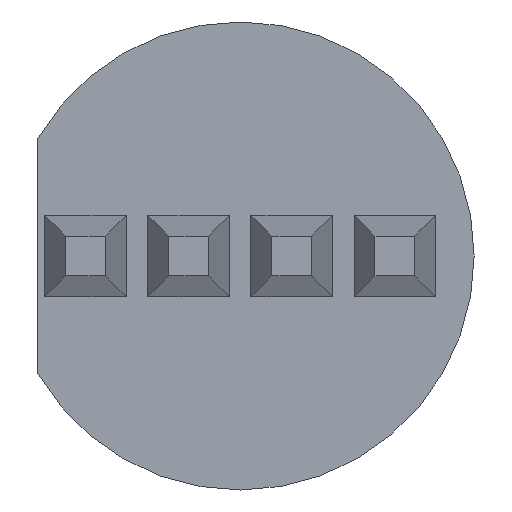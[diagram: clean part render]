
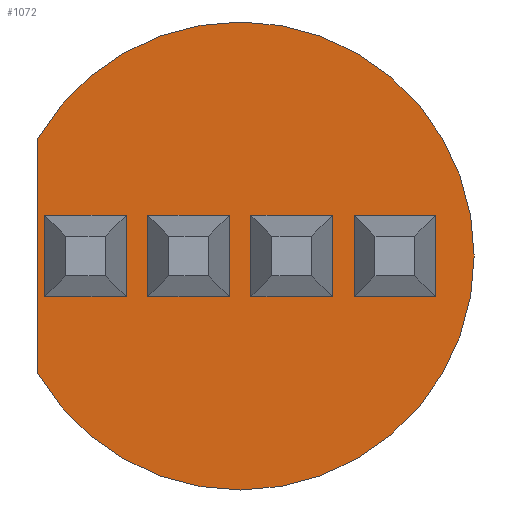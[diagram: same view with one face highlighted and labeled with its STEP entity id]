
A CAD part, front view. The second image highlights one B-rep face of the part: STEP entity #1072.
In plain terms, the highlighted planar face has unit normal (0, -1, 0).
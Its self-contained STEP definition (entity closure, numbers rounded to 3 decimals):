
#1 = CARTESIAN_POINT ( 'NONE',  ( 2.464, 1.5, -0.514 ) ) ;
#4 = VECTOR ( 'NONE', #961, 1000. ) ;
#13 = VERTEX_POINT ( 'NONE', #647 ) ;
#52 = DIRECTION ( 'NONE',  ( -1., 0., 0. ) ) ;
#65 = DIRECTION ( 'NONE',  ( 0., 0., 1. ) ) ;
#77 = ORIENTED_EDGE ( 'NONE', *, *, #718, .T. ) ;
#88 = ORIENTED_EDGE ( 'NONE', *, *, #1453, .T. ) ;
#96 = ORIENTED_EDGE ( 'NONE', *, *, #1000, .T. ) ;
#100 = EDGE_LOOP ( 'NONE', ( #913, #1234, #88, #697 ) ) ;
#123 = DIRECTION ( 'NONE',  ( 0., 0., -1. ) ) ;
#129 = ORIENTED_EDGE ( 'NONE', *, *, #690, .T. ) ;
#148 = DIRECTION ( 'NONE',  ( 1., 0., 0. ) ) ;
#156 = DIRECTION ( 'NONE',  ( 1., 0., 0. ) ) ;
#157 = EDGE_CURVE ( 'NONE', #1201, #1276, #473, .T. ) ;
#167 = VECTOR ( 'NONE', #407, 1000. ) ;
#168 = FACE_BOUND ( 'NONE', #100, .T. ) ;
#186 = ORIENTED_EDGE ( 'NONE', *, *, #525, .T. ) ;
#187 = LINE ( 'NONE', #1003, #566 ) ;
#189 = VERTEX_POINT ( 'NONE', #1414 ) ;
#196 = CARTESIAN_POINT ( 'NONE',  ( 0.9, 1.5, -0.514 ) ) ;
#217 = LINE ( 'NONE', #794, #1450 ) ;
#222 = CARTESIAN_POINT ( 'NONE',  ( 1.164, 1.5, 0.25 ) ) ;
#229 = CARTESIAN_POINT ( 'NONE',  ( -1.436, 1.5, -0.514 ) ) ;
#241 = VERTEX_POINT ( 'NONE', #1 ) ;
#246 = EDGE_CURVE ( 'NONE', #820, #1486, #1385, .T. ) ;
#262 = VERTEX_POINT ( 'NONE', #275 ) ;
#275 = CARTESIAN_POINT ( 'NONE',  ( -0.136, 1.5, -0.514 ) ) ;
#295 = VECTOR ( 'NONE', #123, 1000. ) ;
#347 = CARTESIAN_POINT ( 'NONE',  ( 1.436, 1.5, -0.25 ) ) ;
#352 = EDGE_CURVE ( 'NONE', #1372, #1103, #1431, .T. ) ;
#361 = EDGE_CURVE ( 'NONE', #241, #820, #187, .T. ) ;
#370 = VECTOR ( 'NONE', #52, 1000. ) ;
#372 = LINE ( 'NONE', #222, #295 ) ;
#375 = ORIENTED_EDGE ( 'NONE', *, *, #1461, .T. ) ;
#386 = VERTEX_POINT ( 'NONE', #1138 ) ;
#393 = FACE_OUTER_BOUND ( 'NONE', #702, .T. ) ;
#407 = DIRECTION ( 'NONE',  ( 0., 0., -1. ) ) ;
#408 = ORIENTED_EDGE ( 'NONE', *, *, #587, .T. ) ;
#412 = VERTEX_POINT ( 'NONE', #548 ) ;
#425 = LINE ( 'NONE', #980, #1106 ) ;
#428 = CARTESIAN_POINT ( 'NONE',  ( -2.464, 1.5, 0.514 ) ) ;
#429 = VERTEX_POINT ( 'NONE', #792 ) ;
#432 = DIRECTION ( 'NONE',  ( -1., 0., 0. ) ) ;
#473 = LINE ( 'NONE', #840, #493 ) ;
#482 = CARTESIAN_POINT ( 'NONE',  ( 2.464, 1.5, 0.514 ) ) ;
#488 = CARTESIAN_POINT ( 'NONE',  ( -2.55, 1.5, 1.483 ) ) ;
#493 = VECTOR ( 'NONE', #937, 1000. ) ;
#506 = CARTESIAN_POINT ( 'NONE',  ( -2.464, 1.5, -0.514 ) ) ;
#515 = CARTESIAN_POINT ( 'NONE',  ( 0., 1.5, 0. ) ) ;
#525 = EDGE_CURVE ( 'NONE', #13, #1052, #1273, .T. ) ;
#548 = CARTESIAN_POINT ( 'NONE',  ( -0.136, 1.5, 0.514 ) ) ;
#566 = VECTOR ( 'NONE', #1464, 1000. ) ;
#576 = DIRECTION ( 'NONE',  ( 1., 0., 0. ) ) ;
#579 = CARTESIAN_POINT ( 'NONE',  ( -1.164, 1.5, -0.514 ) ) ;
#582 = ORIENTED_EDGE ( 'NONE', *, *, #1291, .F. ) ;
#587 = EDGE_CURVE ( 'NONE', #1052, #599, #372, .T. ) ;
#588 = DIRECTION ( 'NONE',  ( 0., 1., 0. ) ) ;
#596 = CARTESIAN_POINT ( 'NONE',  ( 0., 1.5, 0. ) ) ;
#599 = VERTEX_POINT ( 'NONE', #1404 ) ;
#647 = CARTESIAN_POINT ( 'NONE',  ( 0.136, 1.5, 0.514 ) ) ;
#658 = DIRECTION ( 'NONE',  ( 0., 0., 1. ) ) ;
#681 = LINE ( 'NONE', #1015, #1076 ) ;
#686 = DIRECTION ( 'NONE',  ( 0., 0., 1. ) ) ;
#690 = EDGE_CURVE ( 'NONE', #189, #412, #1311, .T. ) ;
#697 = ORIENTED_EDGE ( 'NONE', *, *, #747, .T. ) ;
#702 = EDGE_LOOP ( 'NONE', ( #582, #1269 ) ) ;
#718 = EDGE_CURVE ( 'NONE', #1016, #241, #1413, .T. ) ;
#747 = EDGE_CURVE ( 'NONE', #429, #1372, #798, .T. ) ;
#748 = ORIENTED_EDGE ( 'NONE', *, *, #846, .T. ) ;
#749 = FACE_BOUND ( 'NONE', #1458, .T. ) ;
#769 = CARTESIAN_POINT ( 'NONE',  ( -1.436, 1.5, 0.25 ) ) ;
#782 = CIRCLE ( 'NONE', #1278, 2.95 ) ;
#790 = CARTESIAN_POINT ( 'NONE',  ( 1.436, 1.5, -0.514 ) ) ;
#792 = CARTESIAN_POINT ( 'NONE',  ( -1.436, 1.5, 0.514 ) ) ;
#794 = CARTESIAN_POINT ( 'NONE',  ( -1.164, 1.5, -0.25 ) ) ;
#798 = LINE ( 'NONE', #769, #849 ) ;
#811 = CARTESIAN_POINT ( 'NONE',  ( -2.55, 1.5, -1.483 ) ) ;
#820 = VERTEX_POINT ( 'NONE', #790 ) ;
#821 = EDGE_CURVE ( 'NONE', #1103, #838, #1102, .T. ) ;
#835 = VECTOR ( 'NONE', #1266, 1000. ) ;
#838 = VERTEX_POINT ( 'NONE', #428 ) ;
#840 = CARTESIAN_POINT ( 'NONE',  ( -2.55, 1.5, 1.483 ) ) ;
#846 = EDGE_CURVE ( 'NONE', #262, #1212, #1108, .T. ) ;
#849 = VECTOR ( 'NONE', #889, 1000. ) ;
#853 = DIRECTION ( 'NONE',  ( 0., 1., 0. ) ) ;
#865 = ORIENTED_EDGE ( 'NONE', *, *, #1178, .T. ) ;
#871 = EDGE_LOOP ( 'NONE', ( #375, #186, #408, #890 ) ) ;
#880 = AXIS2_PLACEMENT_3D ( 'NONE', #515, #853, #1411 ) ;
#882 = CARTESIAN_POINT ( 'NONE',  ( -2.464, 1.5, -0.25 ) ) ;
#889 = DIRECTION ( 'NONE',  ( 0., 0., -1. ) ) ;
#890 = ORIENTED_EDGE ( 'NONE', *, *, #1243, .T. ) ;
#897 = VECTOR ( 'NONE', #1148, 1000. ) ;
#905 = VECTOR ( 'NONE', #931, 1000. ) ;
#913 = ORIENTED_EDGE ( 'NONE', *, *, #352, .T. ) ;
#918 = LINE ( 'NONE', #196, #1427 ) ;
#922 = VECTOR ( 'NONE', #156, 1000. ) ;
#931 = DIRECTION ( 'NONE',  ( 1., 0., 0. ) ) ;
#937 = DIRECTION ( 'NONE',  ( 0., 0., 1. ) ) ;
#961 = DIRECTION ( 'NONE',  ( 1., 0., 0. ) ) ;
#970 = CARTESIAN_POINT ( 'NONE',  ( 2.464, 1.5, 0.25 ) ) ;
#977 = CARTESIAN_POINT ( 'NONE',  ( -0.9, 1.5, 0.514 ) ) ;
#980 = CARTESIAN_POINT ( 'NONE',  ( 0.136, 1.5, -0.25 ) ) ;
#987 = EDGE_CURVE ( 'NONE', #412, #262, #1046, .T. ) ;
#1000 = EDGE_CURVE ( 'NONE', #1486, #1016, #681, .T. ) ;
#1003 = CARTESIAN_POINT ( 'NONE',  ( 2.2, 1.5, -0.514 ) ) ;
#1015 = CARTESIAN_POINT ( 'NONE',  ( 1.7, 1.5, 0.514 ) ) ;
#1016 = VERTEX_POINT ( 'NONE', #482 ) ;
#1036 = ORIENTED_EDGE ( 'NONE', *, *, #987, .T. ) ;
#1046 = LINE ( 'NONE', #1382, #897 ) ;
#1051 = VECTOR ( 'NONE', #432, 1000. ) ;
#1052 = VERTEX_POINT ( 'NONE', #1491 ) ;
#1072 = ADVANCED_FACE ( 'NONE', ( #1299, #168, #393, #749, #1073 ), #1172, .F. ) ;
#1073 = FACE_BOUND ( 'NONE', #1218, .T. ) ;
#1076 = VECTOR ( 'NONE', #576, 1000. ) ;
#1079 = CARTESIAN_POINT ( 'NONE',  ( -1.7, 1.5, -0.514 ) ) ;
#1080 = LINE ( 'NONE', #1314, #922 ) ;
#1102 = LINE ( 'NONE', #882, #1226 ) ;
#1103 = VERTEX_POINT ( 'NONE', #506 ) ;
#1106 = VECTOR ( 'NONE', #658, 1000. ) ;
#1108 = LINE ( 'NONE', #1335, #1051 ) ;
#1138 = CARTESIAN_POINT ( 'NONE',  ( 0.136, 1.5, -0.514 ) ) ;
#1148 = DIRECTION ( 'NONE',  ( 0., 0., -1. ) ) ;
#1172 = PLANE ( 'NONE',  #880 ) ;
#1178 = EDGE_CURVE ( 'NONE', #1212, #189, #217, .T. ) ;
#1191 = CARTESIAN_POINT ( 'NONE',  ( 1.436, 1.5, 0.514 ) ) ;
#1201 = VERTEX_POINT ( 'NONE', #811 ) ;
#1212 = VERTEX_POINT ( 'NONE', #579 ) ;
#1218 = EDGE_LOOP ( 'NONE', ( #1439, #96, #77, #1403 ) ) ;
#1226 = VECTOR ( 'NONE', #65, 1000. ) ;
#1234 = ORIENTED_EDGE ( 'NONE', *, *, #821, .T. ) ;
#1243 = EDGE_CURVE ( 'NONE', #599, #386, #918, .T. ) ;
#1266 = DIRECTION ( 'NONE',  ( 0., 0., 1. ) ) ;
#1269 = ORIENTED_EDGE ( 'NONE', *, *, #157, .F. ) ;
#1273 = LINE ( 'NONE', #1281, #905 ) ;
#1276 = VERTEX_POINT ( 'NONE', #488 ) ;
#1278 = AXIS2_PLACEMENT_3D ( 'NONE', #596, #588, #148 ) ;
#1281 = CARTESIAN_POINT ( 'NONE',  ( 0.4, 1.5, 0.514 ) ) ;
#1291 = EDGE_CURVE ( 'NONE', #1276, #1201, #782, .T. ) ;
#1299 = FACE_BOUND ( 'NONE', #871, .T. ) ;
#1311 = LINE ( 'NONE', #977, #4 ) ;
#1314 = CARTESIAN_POINT ( 'NONE',  ( -2.2, 1.5, 0.514 ) ) ;
#1335 = CARTESIAN_POINT ( 'NONE',  ( -0.4, 1.5, -0.514 ) ) ;
#1372 = VERTEX_POINT ( 'NONE', #229 ) ;
#1382 = CARTESIAN_POINT ( 'NONE',  ( -0.136, 1.5, 0.25 ) ) ;
#1385 = LINE ( 'NONE', #347, #835 ) ;
#1403 = ORIENTED_EDGE ( 'NONE', *, *, #361, .T. ) ;
#1404 = CARTESIAN_POINT ( 'NONE',  ( 1.164, 1.5, -0.514 ) ) ;
#1411 = DIRECTION ( 'NONE',  ( 1., 0., 0. ) ) ;
#1413 = LINE ( 'NONE', #970, #167 ) ;
#1414 = CARTESIAN_POINT ( 'NONE',  ( -1.164, 1.5, 0.514 ) ) ;
#1427 = VECTOR ( 'NONE', #1473, 1000. ) ;
#1431 = LINE ( 'NONE', #1079, #370 ) ;
#1439 = ORIENTED_EDGE ( 'NONE', *, *, #246, .T. ) ;
#1450 = VECTOR ( 'NONE', #686, 1000. ) ;
#1453 = EDGE_CURVE ( 'NONE', #838, #429, #1080, .T. ) ;
#1458 = EDGE_LOOP ( 'NONE', ( #865, #129, #1036, #748 ) ) ;
#1461 = EDGE_CURVE ( 'NONE', #386, #13, #425, .T. ) ;
#1464 = DIRECTION ( 'NONE',  ( -1., 0., 0. ) ) ;
#1473 = DIRECTION ( 'NONE',  ( -1., 0., 0. ) ) ;
#1486 = VERTEX_POINT ( 'NONE', #1191 ) ;
#1491 = CARTESIAN_POINT ( 'NONE',  ( 1.164, 1.5, 0.514 ) ) ;
